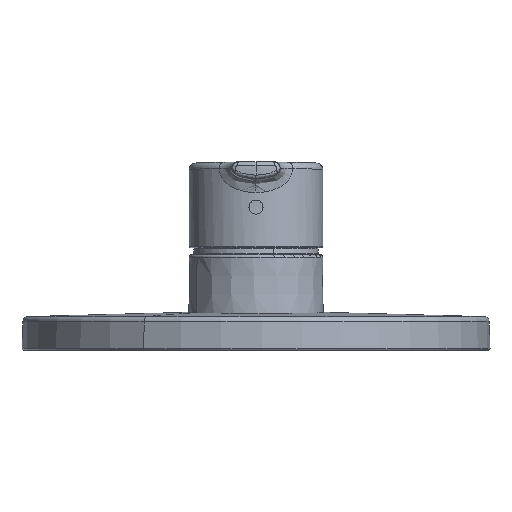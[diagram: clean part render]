
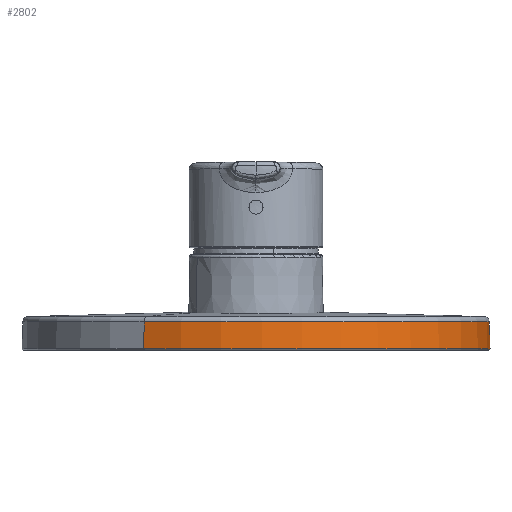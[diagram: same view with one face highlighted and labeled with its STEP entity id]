
A CAD part, front view. The second image highlights one B-rep face of the part: STEP entity #2802.
In plain terms, the highlighted conical face has half-angle 1.5 degrees and reference radius 84.697 mm.
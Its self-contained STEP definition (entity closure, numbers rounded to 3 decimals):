
#193 = ORIENTED_EDGE ( 'NONE', *, *, #3337, .F. ) ;
#251 = CARTESIAN_POINT ( 'NONE',  ( 304.049, 448.133, 550.255 ) ) ;
#689 = EDGE_CURVE ( 'NONE', #780, #2009, #4399, .T. ) ;
#756 = AXIS2_PLACEMENT_3D ( 'NONE', #4017, #4511, #1121 ) ;
#780 = VERTEX_POINT ( 'NONE', #3914 ) ;
#788 = CARTESIAN_POINT ( 'NONE',  ( 304.026, 448.09, 552.118 ) ) ;
#1121 = DIRECTION ( 'NONE',  ( 0.479, 0.878, 0. ) ) ;
#1768 = CARTESIAN_POINT ( 'NONE',  ( 222.791, 299.391, 550.255 ) ) ;
#1915 = CIRCLE ( 'NONE', #5572, 84.745 ) ;
#1994 = DIRECTION ( 'NONE',  ( -0.013, -0.023, -1. ) ) ;
#2009 = VERTEX_POINT ( 'NONE', #5470 ) ;
#2100 = ORIENTED_EDGE ( 'NONE', *, *, #6293, .T. ) ;
#2596 = VECTOR ( 'NONE', #5592, 1000. ) ;
#2802 = ADVANCED_FACE ( 'NONE', ( #5640 ), #3189, .T. ) ;
#2849 = DIRECTION ( 'NONE',  ( 0., 0., -1. ) ) ;
#2945 = DIRECTION ( 'NONE',  ( -1., 0., 0. ) ) ;
#3113 = LINE ( 'NONE', #5420, #5708 ) ;
#3189 = CONICAL_SURFACE ( 'NONE', #756, 84.696, 0.026 ) ;
#3337 = EDGE_CURVE ( 'NONE', #4613, #780, #5180, .T. ) ;
#3405 = CARTESIAN_POINT ( 'NONE',  ( 263.42, 373.762, 550.255 ) ) ;
#3728 = DIRECTION ( 'NONE',  ( 1., 0., 0. ) ) ;
#3814 = CARTESIAN_POINT ( 'NONE',  ( 263.42, 373.762, 540.528 ) ) ;
#3842 = DIRECTION ( 'NONE',  ( 0., 0., -1. ) ) ;
#3856 = EDGE_CURVE ( 'NONE', #4613, #5678, #1915, .T. ) ;
#3914 = CARTESIAN_POINT ( 'NONE',  ( 304.171, 448.356, 540.528 ) ) ;
#4017 = CARTESIAN_POINT ( 'NONE',  ( 263.42, 373.762, 552.118 ) ) ;
#4191 = ORIENTED_EDGE ( 'NONE', *, *, #689, .F. ) ;
#4277 = ORIENTED_EDGE ( 'NONE', *, *, #3856, .T. ) ;
#4399 = CIRCLE ( 'NONE', #5105, 85. ) ;
#4511 = DIRECTION ( 'NONE',  ( 0., 0., -1. ) ) ;
#4613 = VERTEX_POINT ( 'NONE', #251 ) ;
#5105 = AXIS2_PLACEMENT_3D ( 'NONE', #3814, #2849, #3728 ) ;
#5180 = LINE ( 'NONE', #788, #2596 ) ;
#5420 = CARTESIAN_POINT ( 'NONE',  ( 222.815, 299.434, 552.118 ) ) ;
#5442 = EDGE_LOOP ( 'NONE', ( #4277, #2100, #4191, #193 ) ) ;
#5470 = CARTESIAN_POINT ( 'NONE',  ( 222.669, 299.167, 540.528 ) ) ;
#5572 = AXIS2_PLACEMENT_3D ( 'NONE', #3405, #3842, #2945 ) ;
#5592 = DIRECTION ( 'NONE',  ( 0.013, 0.023, -1. ) ) ;
#5640 = FACE_OUTER_BOUND ( 'NONE', #5442, .T. ) ;
#5678 = VERTEX_POINT ( 'NONE', #1768 ) ;
#5708 = VECTOR ( 'NONE', #1994, 1000. ) ;
#6293 = EDGE_CURVE ( 'NONE', #5678, #2009, #3113, .T. ) ;
